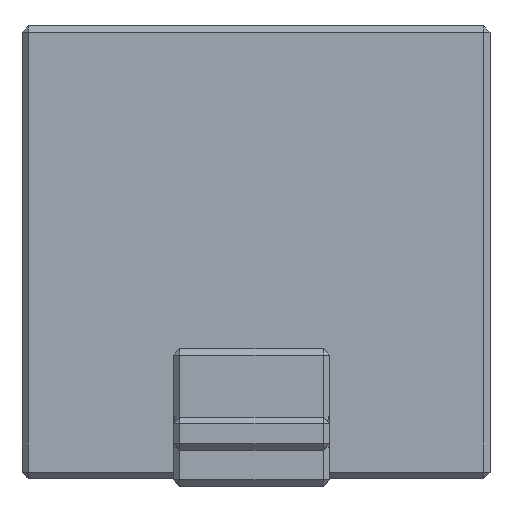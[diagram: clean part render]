
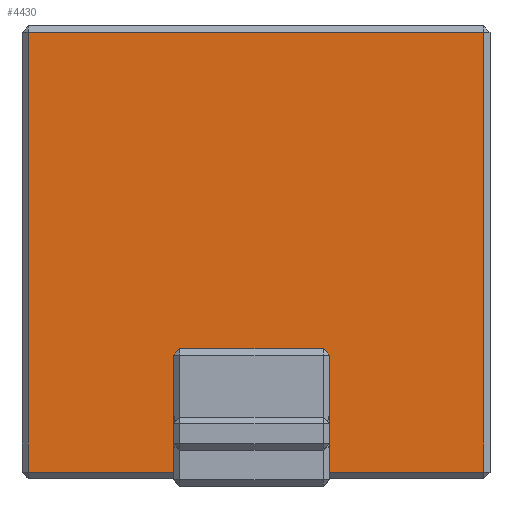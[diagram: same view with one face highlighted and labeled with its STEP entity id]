
A CAD part, front view. The second image highlights one B-rep face of the part: STEP entity #4430.
In plain terms, the highlighted planar face has unit normal (0, -1, 0).
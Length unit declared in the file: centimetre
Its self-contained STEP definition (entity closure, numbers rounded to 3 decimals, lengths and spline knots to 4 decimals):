
#341=FACE_OUTER_BOUND($,#628,.T.);
#628=EDGE_LOOP($,(#2991,#2992,#2993,#2994));
#917=LINE($,#6565,#1393);
#925=LINE($,#6584,#1401);
#927=LINE($,#6587,#1403);
#971=LINE($,#6672,#1447);
#1393=VECTOR($,#5173,2.82);
#1401=VECTOR($,#5187,2.82);
#1403=VECTOR($,#5191,2.92);
#1447=VECTOR($,#5261,2.92);
#1864=VERTEX_POINT($,#6554);
#1867=VERTEX_POINT($,#6561);
#1874=VERTEX_POINT($,#6577);
#1876=VERTEX_POINT($,#6582);
#2254=EDGE_CURVE($,#1864,#1867,#917,.T.);
#2262=EDGE_CURVE($,#1876,#1874,#925,.T.);
#2264=EDGE_CURVE($,#1874,#1864,#927,.T.);
#2308=EDGE_CURVE($,#1867,#1876,#971,.T.);
#2991=ORIENTED_EDGE($,*,*,#2254,.F.);
#2992=ORIENTED_EDGE($,*,*,#2264,.F.);
#2993=ORIENTED_EDGE($,*,*,#2262,.F.);
#2994=ORIENTED_EDGE($,*,*,#2308,.F.);
#4250=PLANE($,#4724);
#4430=ADVANCED_FACE($,(#341),#4250,.F.);
#4724=AXIS2_PLACEMENT_3D($,#6671,#5259,#5260);
#5173=DIRECTION($,(0.,0.,-1.));
#5187=DIRECTION($,(0.,0.,1.));
#5191=DIRECTION($,(1.,0.,0.));
#5259=DIRECTION('center_axis',(0.,1.,0.));
#5260=DIRECTION('ref_axis',(0.,0.,1.));
#5261=DIRECTION($,(-1.,0.,0.));
#6554=CARTESIAN_POINT('',(-1.54,5.7,2.91));
#6561=CARTESIAN_POINT('',(-1.54,5.7,0.09));
#6565=CARTESIAN_POINT($,(-1.54,5.7,1.1));
#6577=CARTESIAN_POINT('',(-4.46,5.7,2.91));
#6582=CARTESIAN_POINT('',(-4.46,5.7,0.09));
#6584=CARTESIAN_POINT($,(-4.46,5.7,1.1));
#6587=CARTESIAN_POINT($,(-3.,5.7,2.91));
#6671=CARTESIAN_POINT('Origin',(-3.,5.7,1.1));
#6672=CARTESIAN_POINT($,(-3.,5.7,0.09));
